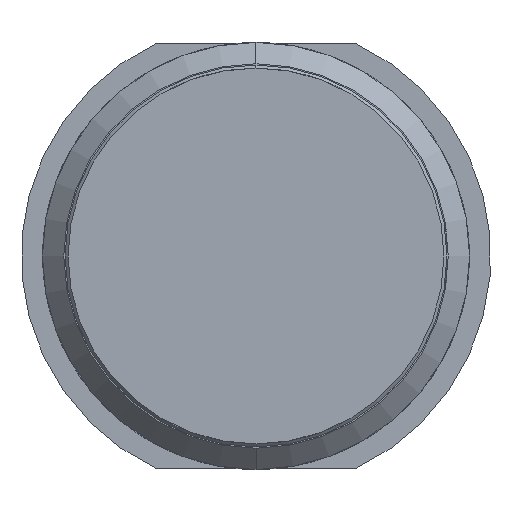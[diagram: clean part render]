
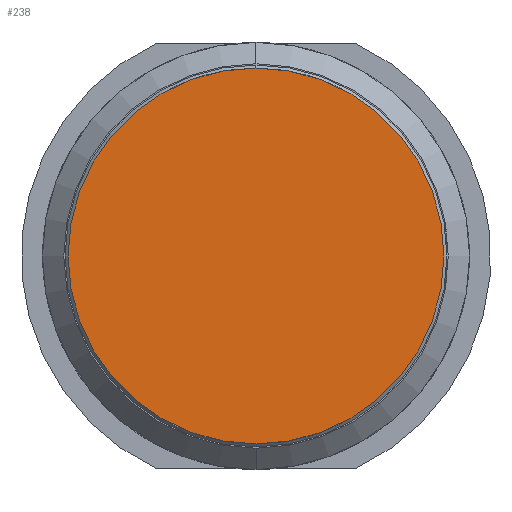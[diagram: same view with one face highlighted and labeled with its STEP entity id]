
A CAD part, front view. The second image highlights one B-rep face of the part: STEP entity #238.
In plain terms, the highlighted planar face has unit normal (0, -1, 0).
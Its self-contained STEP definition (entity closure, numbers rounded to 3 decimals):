
#131 = DIRECTION ( 'NONE',  ( 1., 0., 0. ) ) ;
#238 = ADVANCED_FACE ( 'Defeature ausgef�hrt1_24', ( #1037 ), #3228, .F. ) ;
#446 = AXIS2_PLACEMENT_3D ( 'NONE', #3177, #3497, #3206 ) ;
#831 = EDGE_CURVE ( 'Defeature ausgef�hrt1_24+Defeature ausgef�hrt1_25+Defeature ausgef�hrt1_25+Defeature ausgef�hrt1_25', #3508, #1103, #1198, .T. ) ;
#1037 = FACE_OUTER_BOUND ( 'NONE', #1362, .T. ) ;
#1069 = ORIENTED_EDGE ( 'NONE', *, *, #1115, .T. ) ;
#1103 = VERTEX_POINT ( 'NONE', #3161 ) ;
#1115 = EDGE_CURVE ( 'Defeature ausgef�hrt1_24+Defeature ausgef�hrt1_25+Defeature ausgef�hrt1_25+Defeature ausgef�hrt1_25', #1103, #3508, #1379, .T. ) ;
#1198 = CIRCLE ( 'NONE', #446, 2.2 ) ;
#1280 = CARTESIAN_POINT ( 'NONE',  ( 0., 0., 0. ) ) ;
#1362 = EDGE_LOOP ( 'NONE', ( #1069, #1800 ) ) ;
#1379 = CIRCLE ( 'NONE', #2699, 2.2 ) ;
#1800 = ORIENTED_EDGE ( 'NONE', *, *, #831, .T. ) ;
#2034 = DIRECTION ( 'NONE',  ( 0., 1., 0. ) ) ;
#2143 = CARTESIAN_POINT ( 'NONE',  ( 2.2, 0., 0. ) ) ;
#2408 = AXIS2_PLACEMENT_3D ( 'NONE', #2605, #2034, #131 ) ;
#2605 = CARTESIAN_POINT ( 'NONE',  ( 0., 0., -1.9 ) ) ;
#2699 = AXIS2_PLACEMENT_3D ( 'NONE', #1280, #4112, #2811 ) ;
#2811 = DIRECTION ( 'NONE',  ( -1., 0., 0. ) ) ;
#3161 = CARTESIAN_POINT ( 'NONE',  ( -2.2, 0., 0. ) ) ;
#3177 = CARTESIAN_POINT ( 'NONE',  ( 0., 0., 0. ) ) ;
#3206 = DIRECTION ( 'NONE',  ( -1., 0., 0. ) ) ;
#3228 = PLANE ( 'NONE',  #2408 ) ;
#3497 = DIRECTION ( 'NONE',  ( 0., -1., 0. ) ) ;
#3508 = VERTEX_POINT ( 'NONE', #2143 ) ;
#4112 = DIRECTION ( 'NONE',  ( 0., -1., 0. ) ) ;
